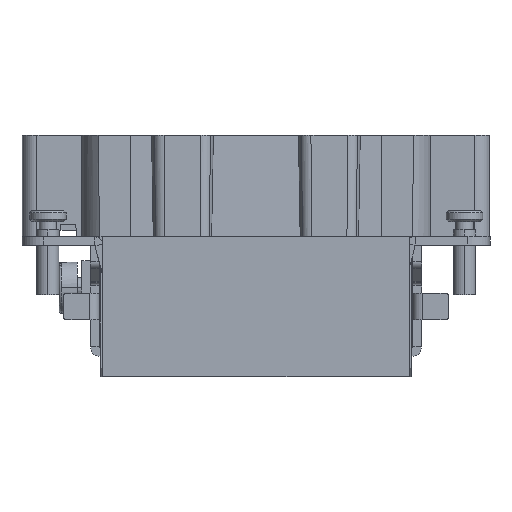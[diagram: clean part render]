
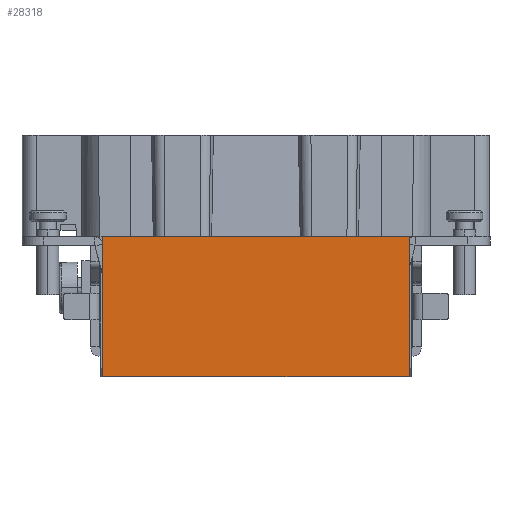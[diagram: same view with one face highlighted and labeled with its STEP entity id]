
A CAD part, left-side view. The second image highlights one B-rep face of the part: STEP entity #28318.
In plain terms, the highlighted planar face has unit normal (-1, 0, 0).
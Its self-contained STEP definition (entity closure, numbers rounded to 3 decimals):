
#2180=DIRECTION('',(0.,-1.,0.));
#2181=VECTOR('',#2180,42.);
#2182=CARTESIAN_POINT('',(-16.95,20.999,0.));
#2183=LINE('',#2182,#2181);
#2775=DIRECTION('',(0.,0.,1.));
#2776=VECTOR('',#2775,19.2);
#2777=CARTESIAN_POINT('',(-16.95,20.999,-19.2));
#2778=LINE('',#2777,#2776);
#2779=DIRECTION('',(0.,0.,-1.));
#2780=VECTOR('',#2779,19.2);
#2781=CARTESIAN_POINT('',(-16.95,-21.001,0.));
#2782=LINE('',#2781,#2780);
#2967=DIRECTION('',(0.,1.,0.));
#2968=VECTOR('',#2967,42.);
#2969=CARTESIAN_POINT('',(-16.95,-21.001,-19.2));
#2970=LINE('',#2969,#2968);
#25893=CARTESIAN_POINT('',(-16.95,-21.001,-19.2));
#25894=CARTESIAN_POINT('',(-16.95,20.999,-19.2));
#25895=VERTEX_POINT('',#25893);
#25896=VERTEX_POINT('',#25894);
#26119=CARTESIAN_POINT('',(-16.95,20.999,0.));
#26120=CARTESIAN_POINT('',(-16.95,-21.001,0.));
#26121=VERTEX_POINT('',#26119);
#26122=VERTEX_POINT('',#26120);
#28305=CARTESIAN_POINT('',(-16.95,20.56,0.));
#28306=DIRECTION('',(1.,0.,0.));
#28307=DIRECTION('',(0.,-1.,0.));
#28308=AXIS2_PLACEMENT_3D('',#28305,#28306,#28307);
#28309=PLANE('',#28308);
#28311=ORIENTED_EDGE('',*,*,#28310,.T.);
#28312=ORIENTED_EDGE('',*,*,#27530,.T.);
#28313=ORIENTED_EDGE('',*,*,#28201,.T.);
#28315=ORIENTED_EDGE('',*,*,#28314,.T.);
#28316=EDGE_LOOP('',(#28311,#28312,#28313,#28315));
#28317=FACE_OUTER_BOUND('',#28316,.F.);
#28318=ADVANCED_FACE('',(#28317),#28309,.F.);
#27530=EDGE_CURVE('',#26121,#26122,#2183,.T.);
#28201=EDGE_CURVE('',#26122,#25895,#2782,.T.);
#28310=EDGE_CURVE('',#25896,#26121,#2778,.T.);
#28314=EDGE_CURVE('',#25895,#25896,#2970,.T.);
